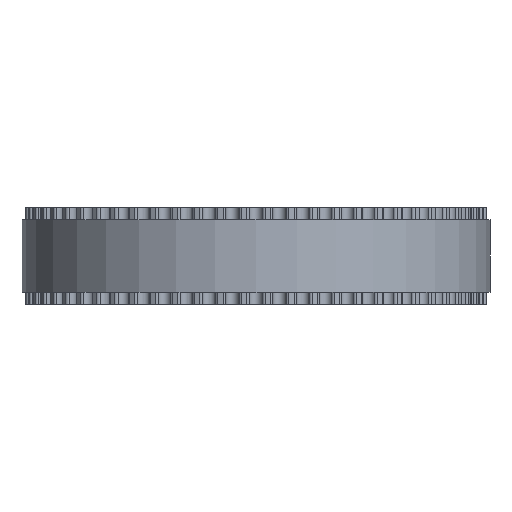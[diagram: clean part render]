
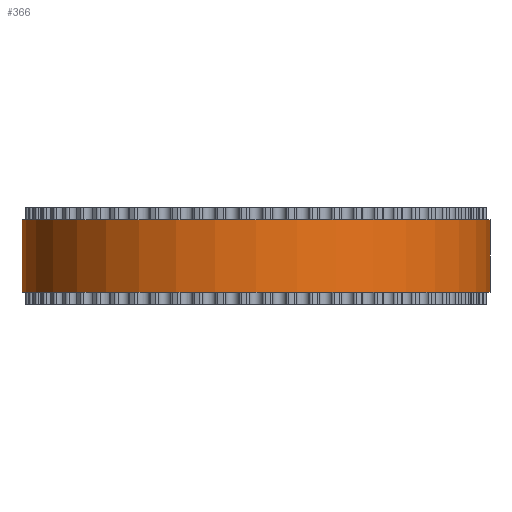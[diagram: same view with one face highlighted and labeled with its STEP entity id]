
A CAD part, front view. The second image highlights one B-rep face of the part: STEP entity #366.
In plain terms, the highlighted cylindrical face has radius 19.417 mm (diameter 38.834 mm), a full revolution.
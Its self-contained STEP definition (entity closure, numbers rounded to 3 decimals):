
#97=FACE_BOUND('',#1104,.T.);
#98=FACE_BOUND('',#1105,.T.);
#366=ADVANCED_FACE('',(#97,#98),#611,.T.);
#611=CYLINDRICAL_SURFACE('',#5511,19.417);
#1104=EDGE_LOOP('',(#3058));
#1105=EDGE_LOOP('',(#3059));
#3058=ORIENTED_EDGE('',*,*,#4282,.T.);
#3059=ORIENTED_EDGE('',*,*,#4283,.T.);
#3548=VERTEX_POINT('',#8700);
#3549=VERTEX_POINT('',#8702);
#4282=EDGE_CURVE('',#3548,#3548,#4772,.T.);
#4283=EDGE_CURVE('',#3549,#3549,#4773,.T.);
#4772=CIRCLE('',#5509,19.417);
#4773=CIRCLE('',#5510,19.417);
#5509=AXIS2_PLACEMENT_3D('',#8699,#7226,#7227);
#5510=AXIS2_PLACEMENT_3D('',#8701,#7228,#7229);
#5511=AXIS2_PLACEMENT_3D('',#8703,#7230,#7231);
#7226=DIRECTION('',(0.,0.,1.));
#7227=DIRECTION('',(1.,0.,0.));
#7228=DIRECTION('',(0.,0.,-1.));
#7229=DIRECTION('',(1.,0.,0.));
#7230=DIRECTION('',(0.,0.,1.));
#7231=DIRECTION('',(1.,0.,0.));
#8699=CARTESIAN_POINT('',(0.,0.,1.));
#8700=CARTESIAN_POINT('',(19.417,0.,1.));
#8701=CARTESIAN_POINT('',(0.,0.,7.));
#8702=CARTESIAN_POINT('',(19.417,0.,7.));
#8703=CARTESIAN_POINT('',(0.,0.,1.));
